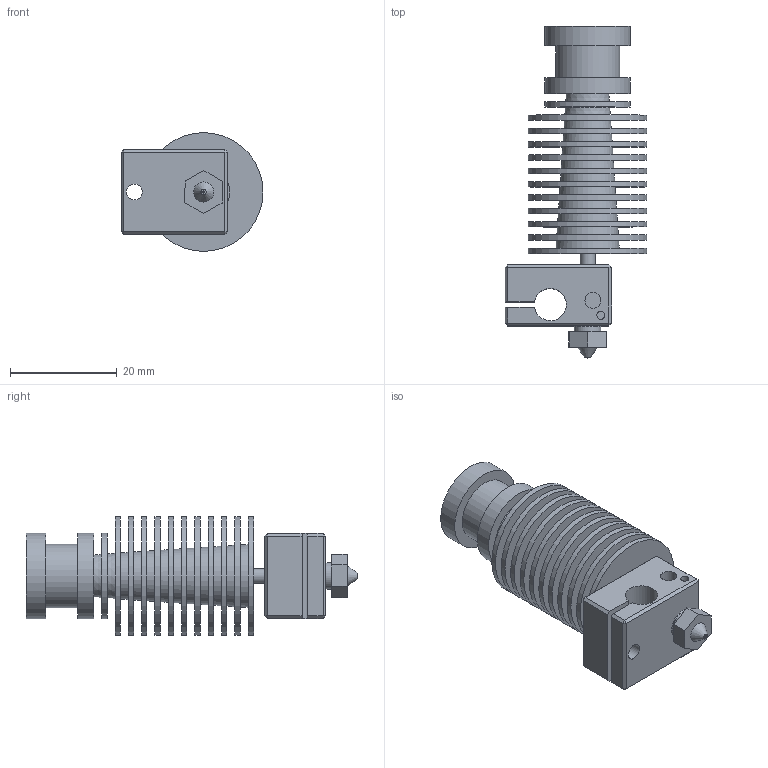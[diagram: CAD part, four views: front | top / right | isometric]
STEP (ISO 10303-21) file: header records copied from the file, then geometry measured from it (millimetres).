
FILE_DESCRIPTION(/* description */ ('Alibre Inc.'),/* implementation_level */ '2;1');
FILE_NAME(/* name */ 'export0',/* time_stamp */ '2015-07-11T13:28:51+12:00',/* author */ (''),/* organization */ (''),/* preprocessor_version */ 'ST-DEVELOPER v14',/* originating_system */ 'Alibre',/* authorisation */ '');
FILE_SCHEMA (('CONFIG_CONTROL_DESIGN'));
Length unit declared in the file: centimetre
Products named in the file (5): ID_1
Bounding box: 26.65 x 62.3 x 22.3 mm (x, y, z)
Volume: 10802.5 mm3; surface area: 13687.6 mm2
Topology: 4 solids, 4 shells, 136 faces, 241 edges, 149 vertices
Faces by surface type: plane 79, cylinder 35, cone 22
Full cylindrical faces by diameter (mm): 0.4 x1, 1.5 x2, 2 x2, 2.8 x1, 3 x3, 4.2 x2, 5 x1, 6 x3, 7 x1, 7.6 x1, 8 x1, 9.8 x1, 12 x1, 16 x3, 22.3 x11
Entity records: 3337 total; most frequent: DIRECTION 464, CARTESIAN_POINT 456, ORIENTED_EDGE 366, EDGE_LOOP 238, FACE_BOUND 238, AXIS2_PLACEMENT_3D 231, EDGE_CURVE 183, VERTEX_POINT 147
